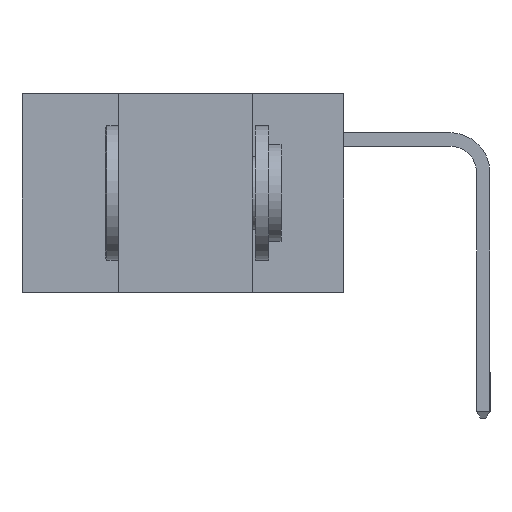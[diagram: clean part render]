
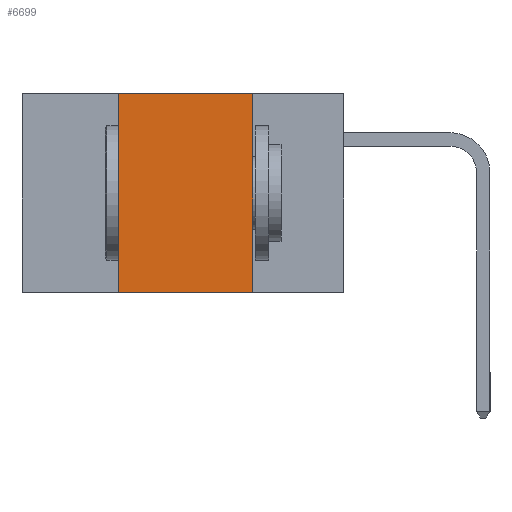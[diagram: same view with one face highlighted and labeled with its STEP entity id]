
A CAD part, left-side view. The second image highlights one B-rep face of the part: STEP entity #6699.
In plain terms, the highlighted planar face has unit normal (-1, 0, 0).
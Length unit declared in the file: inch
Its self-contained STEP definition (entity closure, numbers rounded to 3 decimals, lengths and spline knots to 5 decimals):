
#960 = CARTESIAN_POINT ( 'NONE',  ( 0., 0.17, 0. ) ) ;
#1329 = EDGE_CURVE ( 'NONE', #10814, #6043, #10387, .T. ) ;
#2340 = VECTOR ( 'NONE', #3476, 39.37008 ) ;
#2714 = VECTOR ( 'NONE', #8784, 39.37008 ) ;
#3292 = ORIENTED_EDGE ( 'NONE', *, *, #1329, .T. ) ;
#3476 = DIRECTION ( 'NONE',  ( 0., 0., 1. ) ) ;
#3545 = CARTESIAN_POINT ( 'NONE',  ( 0., 0.6, -0.37 ) ) ;
#3632 = EDGE_CURVE ( 'NONE', #8428, #11675, #10315, .T. ) ;
#3867 = ORIENTED_EDGE ( 'NONE', *, *, #3632, .F. ) ;
#4477 = CARTESIAN_POINT ( 'NONE',  ( 0., 0.6, 0. ) ) ;
#4777 = AXIS2_PLACEMENT_3D ( 'NONE', #4477, #6637, #7604 ) ;
#5490 = PLANE ( 'NONE',  #4777 ) ;
#5621 = DIRECTION ( 'NONE',  ( 0., 0., -1. ) ) ;
#5763 = CARTESIAN_POINT ( 'NONE',  ( 0., 0.6, 0. ) ) ;
#6043 = VERTEX_POINT ( 'NONE', #9083 ) ;
#6428 = VECTOR ( 'NONE', #5621, 39.37008 ) ;
#6462 = LINE ( 'NONE', #8549, #2340 ) ;
#6637 = DIRECTION ( 'NONE',  ( 1., 0., 0. ) ) ;
#6672 = EDGE_CURVE ( 'NONE', #11675, #6043, #13071, .T. ) ;
#6678 = ORIENTED_EDGE ( 'NONE', *, *, #6672, .F. ) ;
#6699 = ADVANCED_FACE ( 'NONE', ( #10081 ), #5490, .F. ) ;
#6938 = ORIENTED_EDGE ( 'NONE', *, *, #12335, .F. ) ;
#7604 = DIRECTION ( 'NONE',  ( 0., 0., -1. ) ) ;
#7651 = CARTESIAN_POINT ( 'NONE',  ( 0., 0.17, 0. ) ) ;
#8428 = VERTEX_POINT ( 'NONE', #9231 ) ;
#8549 = CARTESIAN_POINT ( 'NONE',  ( 0., 0.42, 0. ) ) ;
#8624 = DIRECTION ( 'NONE',  ( 0., -1., 0. ) ) ;
#8784 = DIRECTION ( 'NONE',  ( 0., -1., 0. ) ) ;
#9083 = CARTESIAN_POINT ( 'NONE',  ( 0., 0.17, -0.37 ) ) ;
#9231 = CARTESIAN_POINT ( 'NONE',  ( 0., 0.42, 0. ) ) ;
#9922 = VECTOR ( 'NONE', #8624, 39.37008 ) ;
#10081 = FACE_OUTER_BOUND ( 'NONE', #10945, .T. ) ;
#10315 = LINE ( 'NONE', #5763, #2714 ) ;
#10387 = LINE ( 'NONE', #3545, #9922 ) ;
#10814 = VERTEX_POINT ( 'NONE', #12915 ) ;
#10945 = EDGE_LOOP ( 'NONE', ( #6678, #3867, #6938, #3292 ) ) ;
#11675 = VERTEX_POINT ( 'NONE', #960 ) ;
#12335 = EDGE_CURVE ( 'NONE', #10814, #8428, #6462, .T. ) ;
#12915 = CARTESIAN_POINT ( 'NONE',  ( 0., 0.42, -0.37 ) ) ;
#13071 = LINE ( 'NONE', #7651, #6428 ) ;
